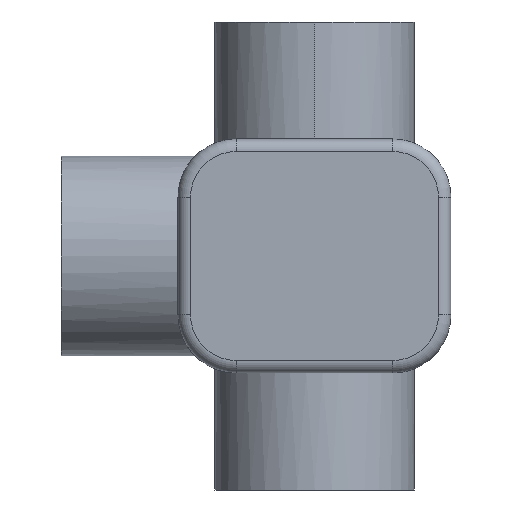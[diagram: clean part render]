
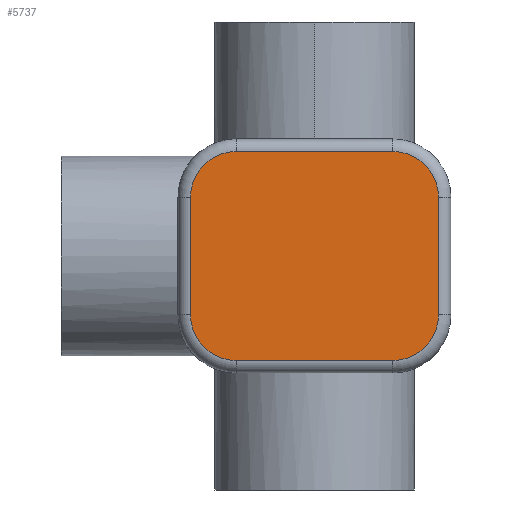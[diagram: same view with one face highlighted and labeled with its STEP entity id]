
A CAD part, left-side view. The second image highlights one B-rep face of the part: STEP entity #5737.
In plain terms, the highlighted planar face has unit normal (-1, 0, 0).
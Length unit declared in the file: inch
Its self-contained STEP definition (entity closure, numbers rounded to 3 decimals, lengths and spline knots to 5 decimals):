
#29 = ORIENTED_EDGE ( 'NONE', *, *, #2187, .T. ) ;
#32 = AXIS2_PLACEMENT_3D ( 'NONE', #1359, #4935, #1847 ) ;
#341 = ORIENTED_EDGE ( 'NONE', *, *, #5338, .T. ) ;
#387 = EDGE_CURVE ( 'NONE', #3133, #1910, #3515, .T. ) ;
#389 = DIRECTION ( 'NONE',  ( -1., 0., 0. ) ) ;
#390 = VECTOR ( 'NONE', #2751, 39.37008 ) ;
#411 = DIRECTION ( 'NONE',  ( 0., 0., 1. ) ) ;
#452 = CARTESIAN_POINT ( 'NONE',  ( -0.695, -0.2505, 0.335 ) ) ;
#531 = ORIENTED_EDGE ( 'NONE', *, *, #5180, .T. ) ;
#832 = CARTESIAN_POINT ( 'NONE',  ( -0.695, 0.3975, -0.188 ) ) ;
#894 = ORIENTED_EDGE ( 'NONE', *, *, #5266, .T. ) ;
#973 = EDGE_CURVE ( 'NONE', #5254, #1090, #3548, .T. ) ;
#1013 = EDGE_LOOP ( 'NONE', ( #29, #2295, #2407, #3090, #1642, #894, #341, #531 ) ) ;
#1090 = VERTEX_POINT ( 'NONE', #2716 ) ;
#1139 = CARTESIAN_POINT ( 'NONE',  ( -0.695, -0.2505, -0.335 ) ) ;
#1151 = CARTESIAN_POINT ( 'NONE',  ( -0.695, -0.3975, -0.188 ) ) ;
#1309 = CARTESIAN_POINT ( 'NONE',  ( -0.695, -0.3975, 0.188 ) ) ;
#1359 = CARTESIAN_POINT ( 'NONE',  ( -0.695, 0.2505, -0.188 ) ) ;
#1374 = DIRECTION ( 'NONE',  ( -1., 0., 0. ) ) ;
#1409 = VECTOR ( 'NONE', #3485, 39.37008 ) ;
#1419 = DIRECTION ( 'NONE',  ( 0., 0., -1. ) ) ;
#1513 = DIRECTION ( 'NONE',  ( 0., 0., 1. ) ) ;
#1642 = ORIENTED_EDGE ( 'NONE', *, *, #387, .T. ) ;
#1847 = DIRECTION ( 'NONE',  ( 0., 0., 1. ) ) ;
#1855 = LINE ( 'NONE', #832, #6507 ) ;
#1899 = PLANE ( 'NONE',  #4642 ) ;
#1910 = VERTEX_POINT ( 'NONE', #6123 ) ;
#1985 = CARTESIAN_POINT ( 'NONE',  ( -0.695, 0.3975, 0.188 ) ) ;
#2187 = EDGE_CURVE ( 'NONE', #4930, #5254, #5435, .T. ) ;
#2295 = ORIENTED_EDGE ( 'NONE', *, *, #973, .T. ) ;
#2407 = ORIENTED_EDGE ( 'NONE', *, *, #4928, .T. ) ;
#2509 = VECTOR ( 'NONE', #3502, 39.37008 ) ;
#2616 = AXIS2_PLACEMENT_3D ( 'NONE', #5024, #6111, #1513 ) ;
#2703 = VERTEX_POINT ( 'NONE', #1139 ) ;
#2716 = CARTESIAN_POINT ( 'NONE',  ( -0.695, 0.2505, 0.335 ) ) ;
#2751 = DIRECTION ( 'NONE',  ( 0., -1., 0. ) ) ;
#2825 = CARTESIAN_POINT ( 'NONE',  ( -0.695, 0.3975, -0.188 ) ) ;
#2912 = CARTESIAN_POINT ( 'NONE',  ( -0.695, -0.2505, 0.188 ) ) ;
#3090 = ORIENTED_EDGE ( 'NONE', *, *, #4175, .T. ) ;
#3133 = VERTEX_POINT ( 'NONE', #2825 ) ;
#3392 = DIRECTION ( 'NONE',  ( 0., 0., 1. ) ) ;
#3485 = DIRECTION ( 'NONE',  ( 0., 1., 0. ) ) ;
#3502 = DIRECTION ( 'NONE',  ( 0., 0., 1. ) ) ;
#3515 = CIRCLE ( 'NONE', #32, 0.147 ) ;
#3548 = LINE ( 'NONE', #5597, #1409 ) ;
#3931 = CARTESIAN_POINT ( 'NONE',  ( -0.695, 0., 0. ) ) ;
#4103 = CIRCLE ( 'NONE', #6523, 0.147 ) ;
#4175 = EDGE_CURVE ( 'NONE', #6493, #3133, #1855, .T. ) ;
#4298 = AXIS2_PLACEMENT_3D ( 'NONE', #2912, #389, #5825 ) ;
#4341 = VERTEX_POINT ( 'NONE', #1151 ) ;
#4435 = FACE_OUTER_BOUND ( 'NONE', #1013, .T. ) ;
#4471 = CARTESIAN_POINT ( 'NONE',  ( -0.695, -0.3975, 0.188 ) ) ;
#4642 = AXIS2_PLACEMENT_3D ( 'NONE', #3931, #4957, #411 ) ;
#4815 = LINE ( 'NONE', #4471, #2509 ) ;
#4928 = EDGE_CURVE ( 'NONE', #1090, #6493, #4103, .T. ) ;
#4930 = VERTEX_POINT ( 'NONE', #1309 ) ;
#4935 = DIRECTION ( 'NONE',  ( -1., 0., 0. ) ) ;
#4957 = DIRECTION ( 'NONE',  ( -1., 0., 0. ) ) ;
#5024 = CARTESIAN_POINT ( 'NONE',  ( -0.695, -0.2505, -0.188 ) ) ;
#5180 = EDGE_CURVE ( 'NONE', #4341, #4930, #4815, .T. ) ;
#5254 = VERTEX_POINT ( 'NONE', #452 ) ;
#5266 = EDGE_CURVE ( 'NONE', #1910, #2703, #6326, .T. ) ;
#5338 = EDGE_CURVE ( 'NONE', #2703, #4341, #5791, .T. ) ;
#5381 = CARTESIAN_POINT ( 'NONE',  ( -0.695, 0.2505, 0.188 ) ) ;
#5435 = CIRCLE ( 'NONE', #4298, 0.147 ) ;
#5597 = CARTESIAN_POINT ( 'NONE',  ( -0.695, 0.2505, 0.335 ) ) ;
#5737 = ADVANCED_FACE ( 'NONE', ( #4435 ), #1899, .T. ) ;
#5791 = CIRCLE ( 'NONE', #2616, 0.147 ) ;
#5825 = DIRECTION ( 'NONE',  ( 0., 0., 1. ) ) ;
#6111 = DIRECTION ( 'NONE',  ( -1., 0., 0. ) ) ;
#6123 = CARTESIAN_POINT ( 'NONE',  ( -0.695, 0.2505, -0.335 ) ) ;
#6286 = CARTESIAN_POINT ( 'NONE',  ( -0.695, -0.2505, -0.335 ) ) ;
#6326 = LINE ( 'NONE', #6286, #390 ) ;
#6493 = VERTEX_POINT ( 'NONE', #1985 ) ;
#6507 = VECTOR ( 'NONE', #1419, 39.37008 ) ;
#6523 = AXIS2_PLACEMENT_3D ( 'NONE', #5381, #1374, #3392 ) ;
